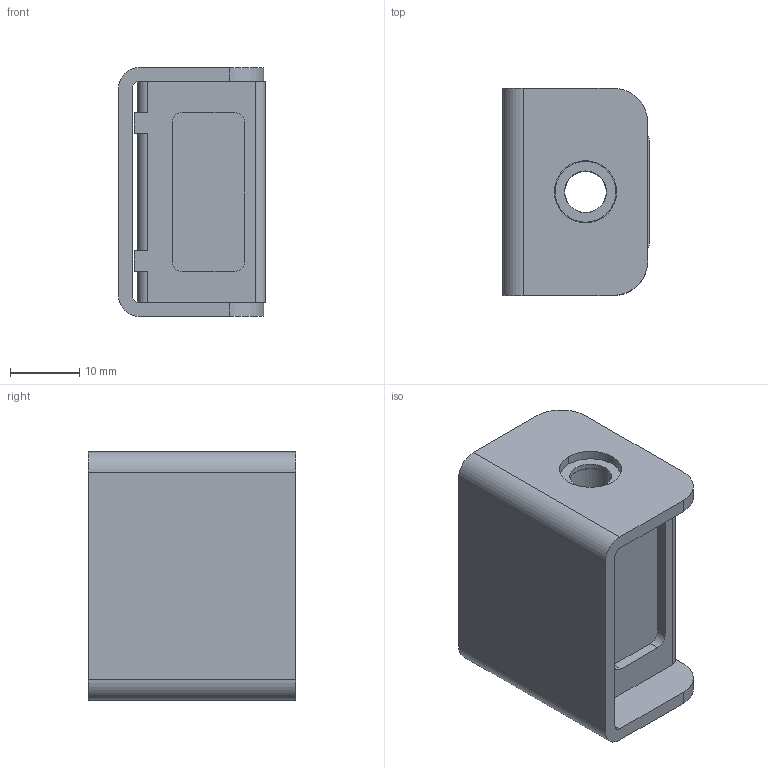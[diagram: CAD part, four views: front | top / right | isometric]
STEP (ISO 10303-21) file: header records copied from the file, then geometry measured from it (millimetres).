
FILE_DESCRIPTION (( 'STEP AP203' ), '1' );
FILE_NAME ('R5KE65.step', '2011-02-16T12:06:15', ( 'User' ), ( 'DKC' ), 'SwSTEP 2.0', 'SolidWorks 2010', '' );
FILE_SCHEMA (( 'CONFIG_CONTROL_DESIGN' ));
Length unit declared in the file: millimetre
Products named in the file (3): AC00C404_Default; AC00C403_Default; R5KE65
Assembly tree (2 placements, depth 2):
  R5KE65
    AC00C404_Default
    AC00C403_Default
Bounding box: 21.25 x 30 x 36 mm (x, y, z)
Volume: 12707.1 mm3; surface area: 8424.5 mm2
Topology: 2 solids, 2 shells, 87 faces, 226 edges, 148 vertices
Faces by surface type: cylinder 42, plane 41, cone 4
Entity records: 2997 total; most frequent: DIRECTION 494, CARTESIAN_POINT 466, ORIENTED_EDGE 452, EDGE_CURVE 226, AXIS2_PLACEMENT_3D 176, VERTEX_POINT 148, LINE 142, VECTOR 142
